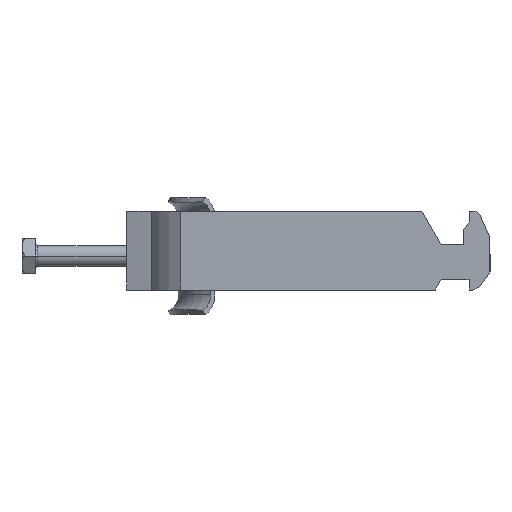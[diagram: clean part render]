
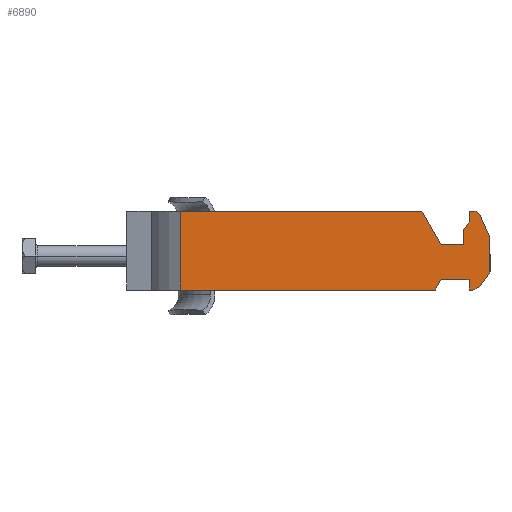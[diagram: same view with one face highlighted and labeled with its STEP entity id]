
A CAD part, left-side view. The second image highlights one B-rep face of the part: STEP entity #6890.
In plain terms, the highlighted planar face has unit normal (-1, 0, 0).
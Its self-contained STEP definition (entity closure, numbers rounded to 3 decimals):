
#196 = EDGE_CURVE ( 'NONE', #12732, #8633, #4209, .T. ) ;
#264 = CARTESIAN_POINT ( 'NONE',  ( -19.5, -96.5, 11.25 ) ) ;
#395 = VERTEX_POINT ( 'NONE', #9409 ) ;
#478 = LINE ( 'NONE', #3404, #3330 ) ;
#491 = CARTESIAN_POINT ( 'NONE',  ( -19.5, -111.444, 28.892 ) ) ;
#499 = VERTEX_POINT ( 'NONE', #7874 ) ;
#603 = VECTOR ( 'NONE', #2208, 1000. ) ;
#716 = DIRECTION ( 'NONE',  ( 0., 1., 0. ) ) ;
#721 = VECTOR ( 'NONE', #4036, 1000. ) ;
#786 = ORIENTED_EDGE ( 'NONE', *, *, #1271, .T. ) ;
#815 = CARTESIAN_POINT ( 'NONE',  ( -19.5, -113.885, 30.936 ) ) ;
#830 = EDGE_CURVE ( 'NONE', #4206, #3464, #12931, .T. ) ;
#1127 = DIRECTION ( 'NONE',  ( 1., 0., 0. ) ) ;
#1128 = VECTOR ( 'NONE', #3558, 1000. ) ;
#1156 = LINE ( 'NONE', #3904, #9260 ) ;
#1196 = VERTEX_POINT ( 'NONE', #5684 ) ;
#1271 = EDGE_CURVE ( 'NONE', #4206, #12604, #478, .T. ) ;
#1283 = DIRECTION ( 'NONE',  ( 0., 0.5, -0.866 ) ) ;
#1350 = VERTEX_POINT ( 'NONE', #2767 ) ;
#1374 = DIRECTION ( 'NONE',  ( 0., 0., 1. ) ) ;
#1878 = LINE ( 'NONE', #1937, #12817 ) ;
#1883 = VERTEX_POINT ( 'NONE', #2929 ) ;
#1937 = CARTESIAN_POINT ( 'NONE',  ( -19.5, -107.5, -4.111 ) ) ;
#1997 = VERTEX_POINT ( 'NONE', #3181 ) ;
#2050 = CARTESIAN_POINT ( 'NONE',  ( -19.5, -98., -11.25 ) ) ;
#2208 = DIRECTION ( 'NONE',  ( 0., 0., 1. ) ) ;
#2217 = VECTOR ( 'NONE', #716, 1000. ) ;
#2317 = LINE ( 'NONE', #3172, #4317 ) ;
#2351 = LINE ( 'NONE', #10459, #5752 ) ;
#2573 = DIRECTION ( 'NONE',  ( 0., 1., 0. ) ) ;
#2597 = EDGE_CURVE ( 'NONE', #1883, #1350, #11796, .T. ) ;
#2627 = CARTESIAN_POINT ( 'NONE',  ( -19.5, -124.647, -9.431 ) ) ;
#2681 = EDGE_LOOP ( 'NONE', ( #10946, #7337, #6823, #5542, #3783, #4895, #6144, #6892, #3668, #786, #5842, #3647, #9300, #12375, #5000, #9266, #11311, #8147 ) ) ;
#2689 = EDGE_CURVE ( 'NONE', #1350, #3126, #3976, .T. ) ;
#2702 = CARTESIAN_POINT ( 'NONE',  ( -19.5, -124.642, 23.404 ) ) ;
#2767 = CARTESIAN_POINT ( 'NONE',  ( -19.5, -101., -10.36 ) ) ;
#2870 = VERTEX_POINT ( 'NONE', #2050 ) ;
#2929 = CARTESIAN_POINT ( 'NONE',  ( -19.5, -104., -6.075 ) ) ;
#2999 = LINE ( 'NONE', #6050, #12612 ) ;
#3002 = DIRECTION ( 'NONE',  ( 0., -0.5, -0.866 ) ) ;
#3126 = VERTEX_POINT ( 'NONE', #3470 ) ;
#3172 = CARTESIAN_POINT ( 'NONE',  ( -19.5, -142., 11.25 ) ) ;
#3181 = CARTESIAN_POINT ( 'NONE',  ( -19.5, -90., 1.75 ) ) ;
#3274 = FACE_OUTER_BOUND ( 'NONE', #2681, .T. ) ;
#3330 = VECTOR ( 'NONE', #2573, 1000. ) ;
#3404 = CARTESIAN_POINT ( 'NONE',  ( -19.5, -142., 11.25 ) ) ;
#3455 = CARTESIAN_POINT ( 'NONE',  ( -19.5, -15.314, -11.25 ) ) ;
#3464 = VERTEX_POINT ( 'NONE', #11638 ) ;
#3470 = CARTESIAN_POINT ( 'NONE',  ( -19.5, -99., -11.25 ) ) ;
#3481 = AXIS2_PLACEMENT_3D ( 'NONE', #10344, #1127, #5090 ) ;
#3558 = DIRECTION ( 'NONE',  ( 0., -0.574, 0.819 ) ) ;
#3647 = ORIENTED_EDGE ( 'NONE', *, *, #4947, .F. ) ;
#3668 = ORIENTED_EDGE ( 'NONE', *, *, #830, .F. ) ;
#3722 = VECTOR ( 'NONE', #1283, 1000. ) ;
#3765 = VERTEX_POINT ( 'NONE', #10365 ) ;
#3783 = ORIENTED_EDGE ( 'NONE', *, *, #2689, .F. ) ;
#3845 = DIRECTION ( 'NONE',  ( 0., -0.407, -0.914 ) ) ;
#3904 = CARTESIAN_POINT ( 'NONE',  ( -19.5, -98., 11.25 ) ) ;
#3976 = LINE ( 'NONE', #11240, #721 ) ;
#4036 = DIRECTION ( 'NONE',  ( 0., 0.914, -0.407 ) ) ;
#4055 = VERTEX_POINT ( 'NONE', #5414 ) ;
#4141 = VECTOR ( 'NONE', #8345, 1000. ) ;
#4206 = VERTEX_POINT ( 'NONE', #12728 ) ;
#4209 = LINE ( 'NONE', #9201, #5650 ) ;
#4317 = VECTOR ( 'NONE', #6356, 1000. ) ;
#4450 = EDGE_CURVE ( 'NONE', #2870, #499, #2351, .T. ) ;
#4592 = LINE ( 'NONE', #10854, #2217 ) ;
#4722 = CARTESIAN_POINT ( 'NONE',  ( -19.5, -104., 11.25 ) ) ;
#4735 = VERTEX_POINT ( 'NONE', #8278 ) ;
#4895 = ORIENTED_EDGE ( 'NONE', *, *, #2597, .F. ) ;
#4899 = DIRECTION ( 'NONE',  ( 0., 1., 0. ) ) ;
#4947 = EDGE_CURVE ( 'NONE', #1196, #5256, #12678, .T. ) ;
#4969 = CARTESIAN_POINT ( 'NONE',  ( -19.5, -142., -11.25 ) ) ;
#5000 = ORIENTED_EDGE ( 'NONE', *, *, #5329, .F. ) ;
#5090 = DIRECTION ( 'NONE',  ( 0., 1., 0. ) ) ;
#5256 = VERTEX_POINT ( 'NONE', #7401 ) ;
#5329 = EDGE_CURVE ( 'NONE', #3765, #1997, #6255, .T. ) ;
#5414 = CARTESIAN_POINT ( 'NONE',  ( -19.5, -104., 3.75 ) ) ;
#5522 = CARTESIAN_POINT ( 'NONE',  ( -19.5, -96.5, 1.75 ) ) ;
#5542 = ORIENTED_EDGE ( 'NONE', *, *, #7299, .F. ) ;
#5650 = VECTOR ( 'NONE', #12268, 1000. ) ;
#5684 = CARTESIAN_POINT ( 'NONE',  ( -19.5, -96.5, 6.108 ) ) ;
#5752 = VECTOR ( 'NONE', #1374, 1000. ) ;
#5808 = EDGE_CURVE ( 'NONE', #395, #12732, #10558, .T. ) ;
#5842 = ORIENTED_EDGE ( 'NONE', *, *, #9253, .F. ) ;
#5852 = DIRECTION ( 'NONE',  ( 0., 0., 1. ) ) ;
#6050 = CARTESIAN_POINT ( 'NONE',  ( -19.5, -15.314, 11.25 ) ) ;
#6082 = PLANE ( 'NONE',  #3481 ) ;
#6144 = ORIENTED_EDGE ( 'NONE', *, *, #11659, .F. ) ;
#6255 = LINE ( 'NONE', #10254, #7257 ) ;
#6356 = DIRECTION ( 'NONE',  ( 0., 1., 0. ) ) ;
#6737 = DIRECTION ( 'NONE',  ( 0., 0.574, -0.819 ) ) ;
#6823 = ORIENTED_EDGE ( 'NONE', *, *, #4450, .F. ) ;
#6890 = ADVANCED_FACE ( 'NONE', ( #3274 ), #6082, .F. ) ;
#6892 = ORIENTED_EDGE ( 'NONE', *, *, #11738, .F. ) ;
#7239 = DIRECTION ( 'NONE',  ( 0., 0., 1. ) ) ;
#7257 = VECTOR ( 'NONE', #3002, 1000. ) ;
#7299 = EDGE_CURVE ( 'NONE', #3126, #2870, #11034, .T. ) ;
#7337 = ORIENTED_EDGE ( 'NONE', *, *, #12548, .F. ) ;
#7401 = CARTESIAN_POINT ( 'NONE',  ( -19.5, -98., 8.25 ) ) ;
#7657 = DIRECTION ( 'NONE',  ( 0., -0.766, -0.643 ) ) ;
#7710 = DIRECTION ( 'NONE',  ( 0., 0., -1. ) ) ;
#7874 = CARTESIAN_POINT ( 'NONE',  ( -19.5, -98., -8.25 ) ) ;
#7950 = VECTOR ( 'NONE', #4899, 1000. ) ;
#8147 = ORIENTED_EDGE ( 'NONE', *, *, #196, .F. ) ;
#8278 = CARTESIAN_POINT ( 'NONE',  ( -19.5, -15.314, 11.25 ) ) ;
#8340 = EDGE_CURVE ( 'NONE', #1997, #8702, #8546, .T. ) ;
#8345 = DIRECTION ( 'NONE',  ( 0., -1., 0. ) ) ;
#8546 = LINE ( 'NONE', #10554, #4141 ) ;
#8633 = VERTEX_POINT ( 'NONE', #3455 ) ;
#8702 = VERTEX_POINT ( 'NONE', #5522 ) ;
#8812 = EDGE_CURVE ( 'NONE', #8702, #1196, #11318, .T. ) ;
#9201 = CARTESIAN_POINT ( 'NONE',  ( -19.5, -142., -11.25 ) ) ;
#9253 = EDGE_CURVE ( 'NONE', #5256, #12604, #1156, .T. ) ;
#9260 = VECTOR ( 'NONE', #7239, 1000. ) ;
#9266 = ORIENTED_EDGE ( 'NONE', *, *, #12260, .T. ) ;
#9300 = ORIENTED_EDGE ( 'NONE', *, *, #8812, .F. ) ;
#9409 = CARTESIAN_POINT ( 'NONE',  ( -19.5, -90., -8.25 ) ) ;
#10254 = CARTESIAN_POINT ( 'NONE',  ( -19.5, -98.886, -13.642 ) ) ;
#10344 = CARTESIAN_POINT ( 'NONE',  ( -19.5, -142., 11.25 ) ) ;
#10365 = CARTESIAN_POINT ( 'NONE',  ( -19.5, -84.515, 11.25 ) ) ;
#10459 = CARTESIAN_POINT ( 'NONE',  ( -19.5, -98., 11.25 ) ) ;
#10554 = CARTESIAN_POINT ( 'NONE',  ( -19.5, -142., 1.75 ) ) ;
#10558 = LINE ( 'NONE', #491, #3722 ) ;
#10854 = CARTESIAN_POINT ( 'NONE',  ( -19.5, -142., -8.25 ) ) ;
#10946 = ORIENTED_EDGE ( 'NONE', *, *, #5808, .F. ) ;
#11034 = LINE ( 'NONE', #4969, #7950 ) ;
#11240 = CARTESIAN_POINT ( 'NONE',  ( -19.5, -143.247, 8.45 ) ) ;
#11311 = ORIENTED_EDGE ( 'NONE', *, *, #12647, .F. ) ;
#11318 = LINE ( 'NONE', #264, #603 ) ;
#11327 = VECTOR ( 'NONE', #7710, 1000. ) ;
#11610 = VECTOR ( 'NONE', #7657, 1000. ) ;
#11638 = CARTESIAN_POINT ( 'NONE',  ( -19.5, -101.055, 10.365 ) ) ;
#11649 = LINE ( 'NONE', #4722, #11327 ) ;
#11659 = EDGE_CURVE ( 'NONE', #4055, #1883, #11649, .T. ) ;
#11738 = EDGE_CURVE ( 'NONE', #3464, #4055, #1878, .T. ) ;
#11737 = VECTOR ( 'NONE', #6737, 1000. ) ;
#11796 = LINE ( 'NONE', #2702, #11737 ) ;
#11975 = CARTESIAN_POINT ( 'NONE',  ( -19.5, -88.268, -11.25 ) ) ;
#12260 = EDGE_CURVE ( 'NONE', #3765, #4735, #2317, .T. ) ;
#12268 = DIRECTION ( 'NONE',  ( 0., 1., 0. ) ) ;
#12375 = ORIENTED_EDGE ( 'NONE', *, *, #8340, .F. ) ;
#12548 = EDGE_CURVE ( 'NONE', #499, #395, #4592, .T. ) ;
#12604 = VERTEX_POINT ( 'NONE', #12979 ) ;
#12612 = VECTOR ( 'NONE', #5852, 1000. ) ;
#12647 = EDGE_CURVE ( 'NONE', #8633, #4735, #2999, .T. ) ;
#12678 = LINE ( 'NONE', #815, #1128 ) ;
#12728 = CARTESIAN_POINT ( 'NONE',  ( -19.5, -100., 11.25 ) ) ;
#12732 = VERTEX_POINT ( 'NONE', #11975 ) ;
#12817 = VECTOR ( 'NONE', #3845, 1000. ) ;
#12931 = LINE ( 'NONE', #2627, #11610 ) ;
#12979 = CARTESIAN_POINT ( 'NONE',  ( -19.5, -98., 11.25 ) ) ;
